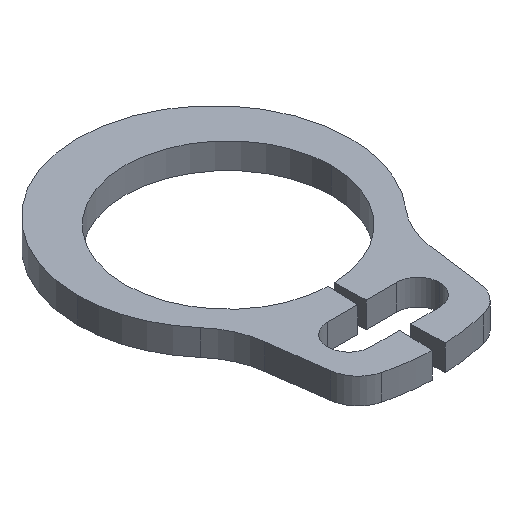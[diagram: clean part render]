
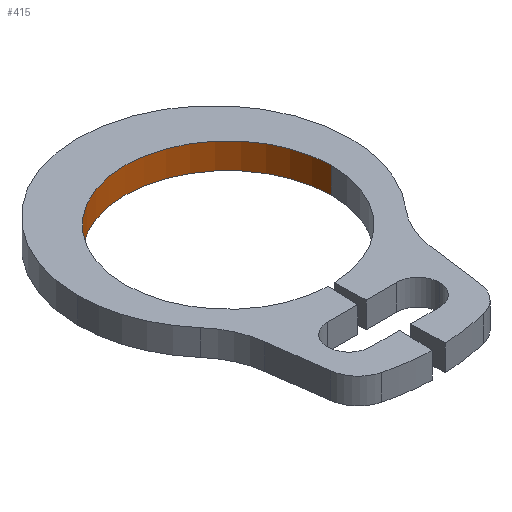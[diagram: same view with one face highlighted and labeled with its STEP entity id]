
A CAD part, isometric view. The second image highlights one B-rep face of the part: STEP entity #415.
In plain terms, the highlighted cylindrical face has radius 2.4 mm (diameter 4.8 mm), a partial arc.
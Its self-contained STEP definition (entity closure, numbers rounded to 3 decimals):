
#22 = LINE ( 'NONE', #784, #653 ) ;
#25 = DIRECTION ( 'NONE',  ( 1., 0., 0. ) ) ;
#57 = VERTEX_POINT ( 'NONE', #232 ) ;
#69 = CIRCLE ( 'NONE', #471, 2.4 ) ;
#99 = CARTESIAN_POINT ( 'NONE',  ( -2.4, 0., -0.6 ) ) ;
#116 = CIRCLE ( 'NONE', #908, 2.4 ) ;
#121 = DIRECTION ( 'NONE',  ( 0., 0., 1. ) ) ;
#146 = VERTEX_POINT ( 'NONE', #214 ) ;
#171 = VERTEX_POINT ( 'NONE', #271 ) ;
#214 = CARTESIAN_POINT ( 'NONE',  ( 2.4, 0., -0.6 ) ) ;
#232 = CARTESIAN_POINT ( 'NONE',  ( -2.4, 0., 0. ) ) ;
#269 = EDGE_LOOP ( 'NONE', ( #913, #760, #837, #793 ) ) ;
#271 = CARTESIAN_POINT ( 'NONE',  ( 2.4, 0., 0. ) ) ;
#279 = EDGE_CURVE ( 'NONE', #146, #171, #22, .T. ) ;
#287 = VECTOR ( 'NONE', #867, 1000. ) ;
#307 = EDGE_CURVE ( 'NONE', #519, #57, #639, .T. ) ;
#315 = FACE_OUTER_BOUND ( 'NONE', #269, .T. ) ;
#339 = CARTESIAN_POINT ( 'NONE',  ( 0., 0., 0. ) ) ;
#390 = DIRECTION ( 'NONE',  ( 0., 0., -1. ) ) ;
#415 = ADVANCED_FACE ( 'NONE', ( #315 ), #518, .F. ) ;
#469 = DIRECTION ( 'NONE',  ( 1., 0., 0. ) ) ;
#471 = AXIS2_PLACEMENT_3D ( 'NONE', #545, #390, #834 ) ;
#518 = CYLINDRICAL_SURFACE ( 'NONE', #885, 2.4 ) ;
#519 = VERTEX_POINT ( 'NONE', #99 ) ;
#526 = EDGE_CURVE ( 'NONE', #519, #146, #69, .T. ) ;
#545 = CARTESIAN_POINT ( 'NONE',  ( 0., 0., -0.6 ) ) ;
#570 = EDGE_CURVE ( 'NONE', #57, #171, #116, .T. ) ;
#639 = LINE ( 'NONE', #952, #287 ) ;
#653 = VECTOR ( 'NONE', #121, 1000. ) ;
#736 = CARTESIAN_POINT ( 'NONE',  ( 0., 0., -0.6 ) ) ;
#760 = ORIENTED_EDGE ( 'NONE', *, *, #526, .T. ) ;
#784 = CARTESIAN_POINT ( 'NONE',  ( 2.4, 0., -0.6 ) ) ;
#793 = ORIENTED_EDGE ( 'NONE', *, *, #570, .F. ) ;
#821 = DIRECTION ( 'NONE',  ( 0., 0., 1. ) ) ;
#834 = DIRECTION ( 'NONE',  ( 1., 0., 0. ) ) ;
#837 = ORIENTED_EDGE ( 'NONE', *, *, #279, .T. ) ;
#867 = DIRECTION ( 'NONE',  ( 0., 0., 1. ) ) ;
#885 = AXIS2_PLACEMENT_3D ( 'NONE', #736, #821, #25 ) ;
#908 = AXIS2_PLACEMENT_3D ( 'NONE', #339, #919, #469 ) ;
#913 = ORIENTED_EDGE ( 'NONE', *, *, #307, .F. ) ;
#919 = DIRECTION ( 'NONE',  ( 0., 0., -1. ) ) ;
#952 = CARTESIAN_POINT ( 'NONE',  ( -2.4, 0., -0.6 ) ) ;
